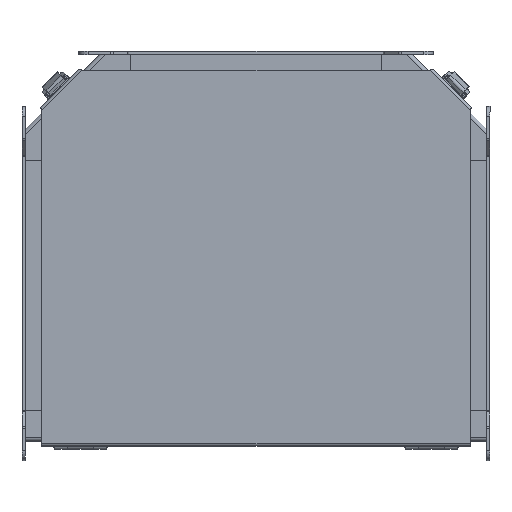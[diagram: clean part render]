
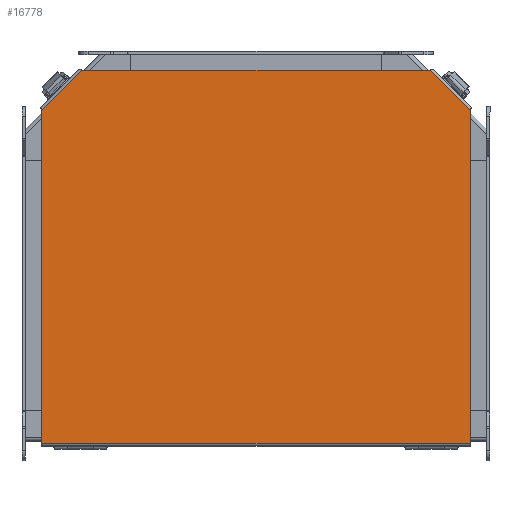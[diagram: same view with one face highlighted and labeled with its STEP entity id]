
A CAD part, front view. The second image highlights one B-rep face of the part: STEP entity #16778.
In plain terms, the highlighted planar face has unit normal (0, -1, 0).
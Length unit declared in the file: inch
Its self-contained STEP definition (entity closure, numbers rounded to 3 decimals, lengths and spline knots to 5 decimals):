
#394 = CARTESIAN_POINT ( 'NONE',  ( 6.69826, -3.172, 14.2745 ) ) ;
#769 = CARTESIAN_POINT ( 'NONE',  ( -8.25, -3.172, 12.72276 ) ) ;
#1267 = EDGE_CURVE ( 'NONE', #3354, #3415, #7946, .T. ) ;
#1465 = CARTESIAN_POINT ( 'NONE',  ( -6.69826, -3.172, 14.2745 ) ) ;
#1735 = ORIENTED_EDGE ( 'NONE', *, *, #1267, .T. ) ;
#2767 = ORIENTED_EDGE ( 'NONE', *, *, #8127, .T. ) ;
#2872 = VERTEX_POINT ( 'NONE', #14659 ) ;
#3059 = CARTESIAN_POINT ( 'NONE',  ( 8.25, -3.172, 14.2745 ) ) ;
#3336 = LINE ( 'NONE', #5040, #16521 ) ;
#3354 = VERTEX_POINT ( 'NONE', #16526 ) ;
#3415 = VERTEX_POINT ( 'NONE', #17060 ) ;
#3661 = DIRECTION ( 'NONE',  ( 0., 0., -1. ) ) ;
#3836 = ORIENTED_EDGE ( 'NONE', *, *, #13507, .T. ) ;
#3904 = LINE ( 'NONE', #6794, #12503 ) ;
#4324 = DIRECTION ( 'NONE',  ( 1., 0., 0. ) ) ;
#4351 = DIRECTION ( 'NONE',  ( 0., 0., 1. ) ) ;
#4445 = CARTESIAN_POINT ( 'NONE',  ( -6.69826, -3.172, 14.2745 ) ) ;
#5040 = CARTESIAN_POINT ( 'NONE',  ( 8.25, -3.172, 14.2745 ) ) ;
#5534 = VECTOR ( 'NONE', #3661, 39.37008 ) ;
#5713 = CARTESIAN_POINT ( 'NONE',  ( 8.25, -3.172, 14.2745 ) ) ;
#5975 = DIRECTION ( 'NONE',  ( -0.707, 0., -0.707 ) ) ;
#6363 = VERTEX_POINT ( 'NONE', #769 ) ;
#6594 = CARTESIAN_POINT ( 'NONE',  ( 8.25, -3.172, -0.0785 ) ) ;
#6794 = CARTESIAN_POINT ( 'NONE',  ( 8.25, -3.172, 12.72276 ) ) ;
#7606 = ORIENTED_EDGE ( 'NONE', *, *, #15140, .T. ) ;
#7946 = LINE ( 'NONE', #6594, #9122 ) ;
#8057 = VECTOR ( 'NONE', #4351, 39.37008 ) ;
#8127 = EDGE_CURVE ( 'NONE', #3415, #2872, #12606, .T. ) ;
#8303 = VECTOR ( 'NONE', #5975, 39.37008 ) ;
#8433 = AXIS2_PLACEMENT_3D ( 'NONE', #3059, #8569, #14121 ) ;
#8569 = DIRECTION ( 'NONE',  ( 0., -1., 0. ) ) ;
#8658 = PLANE ( 'NONE',  #8433 ) ;
#9122 = VECTOR ( 'NONE', #4324, 39.37008 ) ;
#9950 = FACE_OUTER_BOUND ( 'NONE', #10551, .T. ) ;
#10112 = EDGE_CURVE ( 'NONE', #13544, #6363, #12877, .T. ) ;
#10551 = EDGE_LOOP ( 'NONE', ( #2767, #3836, #7606, #10813, #16417, #1735 ) ) ;
#10638 = CARTESIAN_POINT ( 'NONE',  ( -8.25, -3.172, 14.2745 ) ) ;
#10813 = ORIENTED_EDGE ( 'NONE', *, *, #10112, .T. ) ;
#12007 = VERTEX_POINT ( 'NONE', #394 ) ;
#12503 = VECTOR ( 'NONE', #13779, 39.37008 ) ;
#12606 = LINE ( 'NONE', #5713, #8057 ) ;
#12773 = EDGE_CURVE ( 'NONE', #6363, #3354, #16090, .T. ) ;
#12877 = LINE ( 'NONE', #4445, #8303 ) ;
#13507 = EDGE_CURVE ( 'NONE', #2872, #12007, #3904, .T. ) ;
#13544 = VERTEX_POINT ( 'NONE', #1465 ) ;
#13779 = DIRECTION ( 'NONE',  ( -0.707, 0., 0.707 ) ) ;
#14121 = DIRECTION ( 'NONE',  ( -1., 0., 0. ) ) ;
#14659 = CARTESIAN_POINT ( 'NONE',  ( 8.25, -3.172, 12.72276 ) ) ;
#15140 = EDGE_CURVE ( 'NONE', #12007, #13544, #3336, .T. ) ;
#16034 = DIRECTION ( 'NONE',  ( -1., 0., 0. ) ) ;
#16090 = LINE ( 'NONE', #10638, #5534 ) ;
#16417 = ORIENTED_EDGE ( 'NONE', *, *, #12773, .T. ) ;
#16521 = VECTOR ( 'NONE', #16034, 39.37008 ) ;
#16526 = CARTESIAN_POINT ( 'NONE',  ( -8.25, -3.172, -0.0785 ) ) ;
#16778 = ADVANCED_FACE ( 'NONE', ( #9950 ), #8658, .T. ) ;
#17060 = CARTESIAN_POINT ( 'NONE',  ( 8.25, -3.172, -0.0785 ) ) ;
